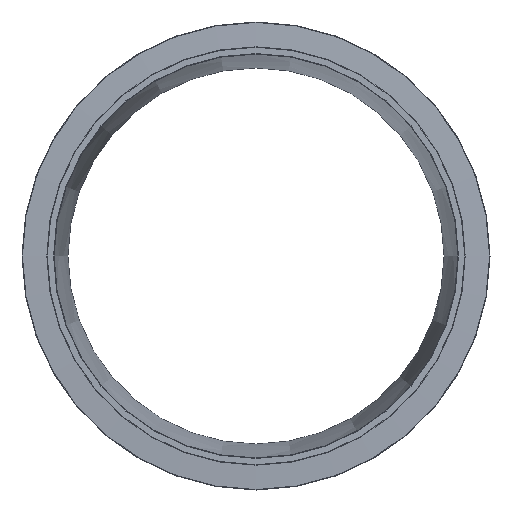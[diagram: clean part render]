
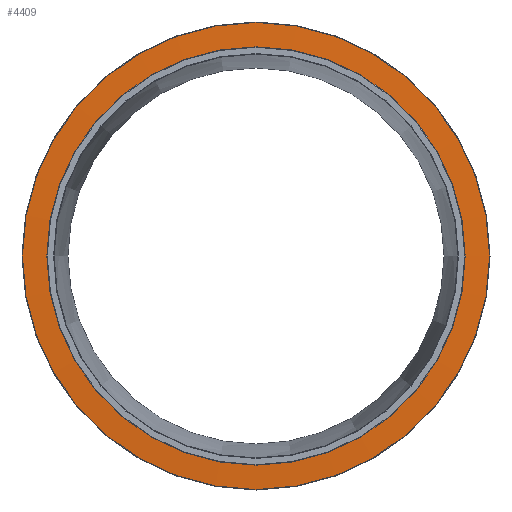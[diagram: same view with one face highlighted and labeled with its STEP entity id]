
A CAD part, left-side view. The second image highlights one B-rep face of the part: STEP entity #4409.
In plain terms, the highlighted conical face has half-angle 87.785 degrees and reference radius 94.234 mm.
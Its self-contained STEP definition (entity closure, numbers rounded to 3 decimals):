
#42=CONICAL_SURFACE('',#4837,94.234,1.532);
#272=LINE('',#9892,#354);
#354=VECTOR('',#5815,94.234);
#605=FACE_OUTER_BOUND('',#891,.T.);
#891=EDGE_LOOP('',(#3614,#3615,#3616,#3617,#3618,#3619));
#1185=CIRCLE('',#4835,88.771);
#1186=CIRCLE('',#4836,88.771);
#1187=CIRCLE('',#4838,99.697);
#1188=CIRCLE('',#4839,99.697);
#1852=VERTEX_POINT('',#9883);
#1853=VERTEX_POINT('',#9885);
#1854=VERTEX_POINT('',#9889);
#1855=VERTEX_POINT('',#9890);
#2471=EDGE_CURVE('',#1853,#1852,#1185,.T.);
#2472=EDGE_CURVE('',#1852,#1853,#1186,.T.);
#2473=EDGE_CURVE('',#1854,#1855,#1187,.T.);
#2474=EDGE_CURVE('',#1854,#1853,#272,.T.);
#2475=EDGE_CURVE('',#1855,#1854,#1188,.T.);
#3614=ORIENTED_EDGE('',*,*,#2473,.F.);
#3615=ORIENTED_EDGE('',*,*,#2474,.T.);
#3616=ORIENTED_EDGE('',*,*,#2471,.T.);
#3617=ORIENTED_EDGE('',*,*,#2472,.T.);
#3618=ORIENTED_EDGE('',*,*,#2474,.F.);
#3619=ORIENTED_EDGE('',*,*,#2475,.F.);
#4409=ADVANCED_FACE('',(#605),#42,.T.);
#4835=AXIS2_PLACEMENT_3D('',#9886,#5807,#5808);
#4836=AXIS2_PLACEMENT_3D('',#9887,#5809,#5810);
#4837=AXIS2_PLACEMENT_3D('',#9888,#5811,#5812);
#4838=AXIS2_PLACEMENT_3D('',#9891,#5813,#5814);
#4839=AXIS2_PLACEMENT_3D('',#9893,#5816,#5817);
#5807=DIRECTION('center_axis',(1.,0.,0.));
#5808=DIRECTION('ref_axis',(0.,0.,-1.));
#5809=DIRECTION('center_axis',(1.,0.,0.));
#5810=DIRECTION('ref_axis',(0.,0.,-1.));
#5811=DIRECTION('center_axis',(1.,0.,0.));
#5812=DIRECTION('ref_axis',(0.,1.,0.));
#5813=DIRECTION('center_axis',(1.,0.,0.));
#5814=DIRECTION('ref_axis',(0.,0.,-1.));
#5815=DIRECTION('',(-0.039,0.999,0.));
#5816=DIRECTION('center_axis',(1.,0.,0.));
#5817=DIRECTION('ref_axis',(0.,0.,-1.));
#9883=CARTESIAN_POINT('',(-106.992,0.,88.771));
#9885=CARTESIAN_POINT('',(-106.992,-88.771,0.));
#9886=CARTESIAN_POINT('Origin',(-106.992,0.,0.));
#9887=CARTESIAN_POINT('Origin',(-106.992,0.,0.));
#9888=CARTESIAN_POINT('Origin',(-106.781,0.,0.));
#9889=CARTESIAN_POINT('',(-106.57,-99.697,0.));
#9890=CARTESIAN_POINT('',(-106.57,0.,99.697));
#9891=CARTESIAN_POINT('Origin',(-106.57,0.,0.));
#9892=CARTESIAN_POINT('',(-106.781,-94.234,0.));
#9893=CARTESIAN_POINT('Origin',(-106.57,0.,0.));
